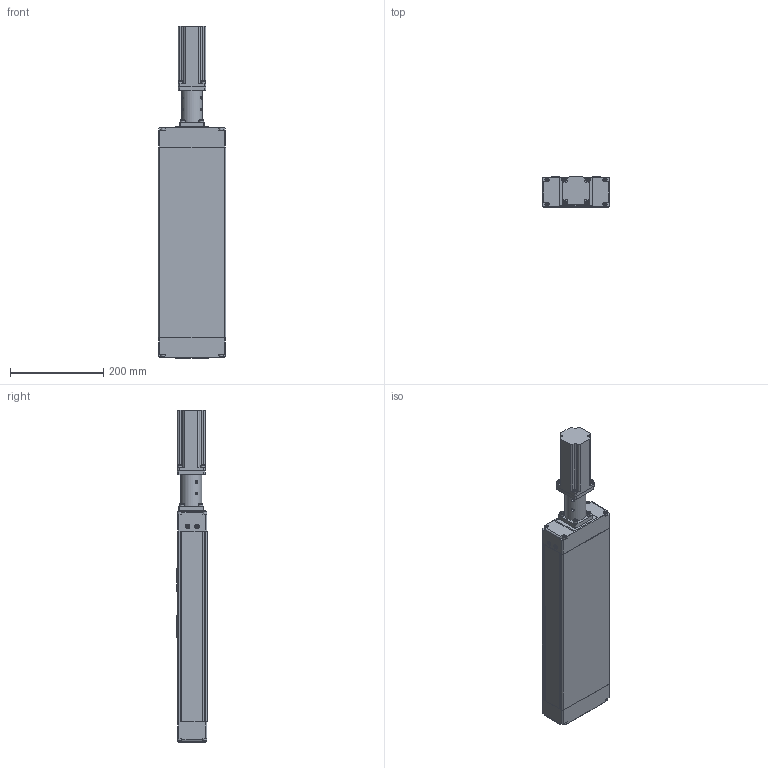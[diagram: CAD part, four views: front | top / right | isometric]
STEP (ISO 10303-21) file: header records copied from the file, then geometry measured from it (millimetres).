
FILE_DESCRIPTION((''),'2;1');
FILE_NAME('CTV 145 - TT.stp','2011-03-07T08:05:57',('user'),(''),'Autodesk Inventor 2011','Autodesk Inventor 2011','');
FILE_SCHEMA(('AUTOMOTIVE_DESIGN { 1 0 10303 214 1 1 1 1 }'));
Length unit declared in the file: millimetre
Products named in the file (12): CTV 145 - TT; CTV 145 L IPART-01; VK CTV145 - DELTA F_60 - S14; GESM14 F14M4 F10C; AES14 R; GESM14 F14 M4; GESM14 F14; DIN 914 M4 x 6; GESM14 F10 C; ECMA C10604ES; DIN 912 - replaced by DIN EN ISO 4762 M5 x 16; DIN 912 - replaced by DIN EN ISO 4762 M6 x 20
Assembly tree (17 placements, depth 4):
  CTV 145 - TT
    CTV 145 L IPART-01
    VK CTV145 - DELTA F_60 - S14
    GESM14 F14M4 F10C
      AES14 R
      GESM14 F14 M4
        GESM14 F14
        DIN 914 M4 x 6
      GESM14 F10 C
    ECMA C10604ES
    DIN 912 - replaced by DIN EN ISO 4762 M5 x 16  x4
    DIN 912 - replaced by DIN EN ISO 4762 M6 x 20  x4
Bounding box: 145 x 65 x 713.7 mm (x, y, z)
Volume: 4985551.7 mm3; surface area: 350858.9 mm2
Topology: 15 solids, 15 shells, 796 faces, 2013 edges, 1307 vertices
Faces by surface type: plane 483, cylinder 201, cone 69, torus 36, bspline 7
Full cylindrical faces by diameter (mm): 1.7 x2, 2.5 x6, 3 x4, 3.242 x1, 4 x1, 4.134 x4, 4.917 x12, 5 x6, 5.5 x4, 6 x12, 6.5 x4, 8.5 x20, 10 x8, 13.5 x1, 14 x2, 16.2 x1, 17 x2, 24.36 x1, 32.64 x1, 35 x1, 40 x1, 45 x1, 48 x2, 50 x2
Entity records: 21383 total; most frequent: CARTESIAN_POINT 4450, DIRECTION 3372, ORIENTED_EDGE 3188, EDGE_CURVE 1594, AXIS2_PLACEMENT_3D 1172, VERTEX_POINT 1119, VECTOR 1028, LINE 1028
